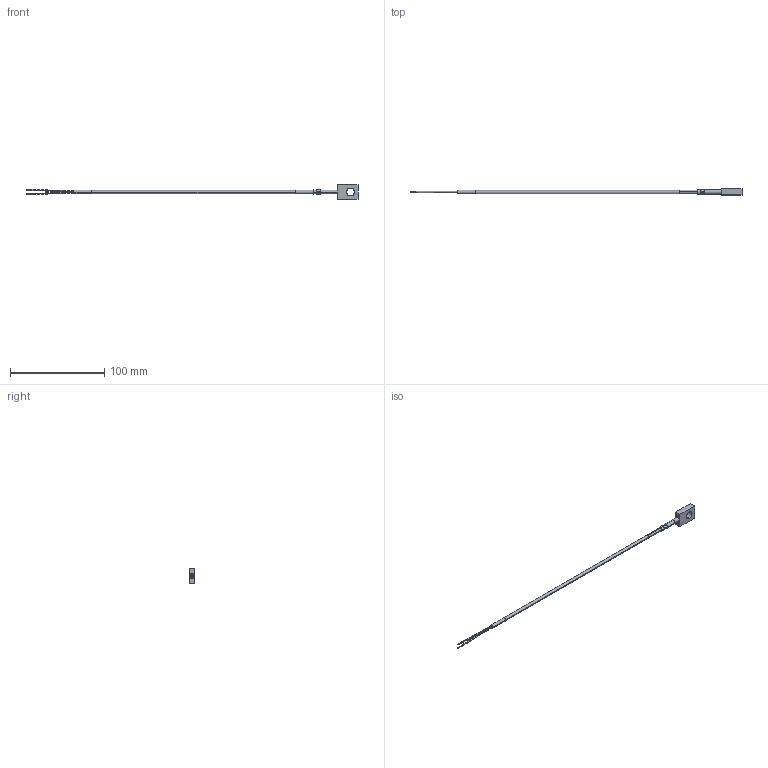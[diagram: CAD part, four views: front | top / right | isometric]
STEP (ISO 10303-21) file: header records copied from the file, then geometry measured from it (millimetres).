
FILE_DESCRIPTION (( 'STEP AP214' ), '1' );
FILE_NAME ('NTC10K3-B02L06-02.STEP', '2024-04-24T17:19:38', ( '' ), ( '' ), 'SwSTEP 2.0', 'SolidWorks 2021', '' );
FILE_SCHEMA (( 'AUTOMOTIVE_DESIGN' ));
Length unit declared in the file: inch
Products named in the file (1): NTC10K3-B02L06-02
Bounding box: 352.43 x 6.35 x 15.88 mm (x, y, z)
Volume: 4425.1 mm3; surface area: 6227.3 mm2
Topology: 3 solids, 3 shells, 57 faces, 114 edges, 76 vertices
Faces by surface type: plane 31, cylinder 16, bspline 8, cone 2
Entity records: 1770 total; most frequent: CARTESIAN_POINT 536, DIRECTION 234, ORIENTED_EDGE 228, EDGE_CURVE 114, AXIS2_PLACEMENT_3D 94, VERTEX_POINT 76, EDGE_LOOP 74, FACE_OUTER_BOUND 57
